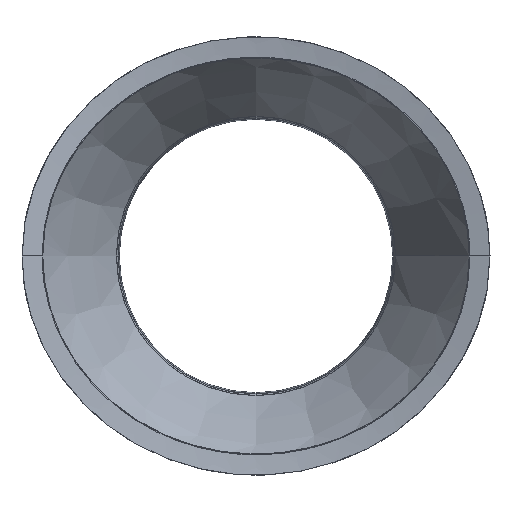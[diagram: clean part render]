
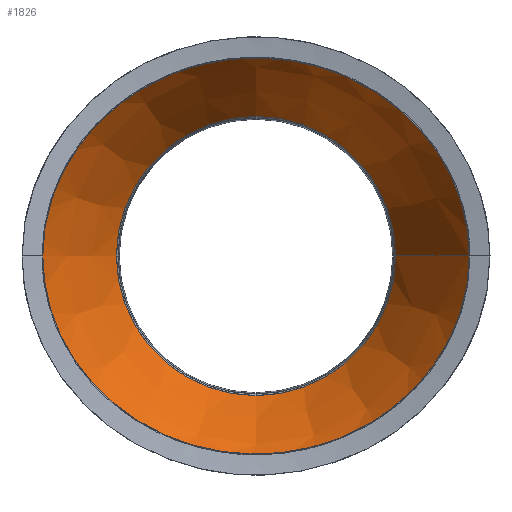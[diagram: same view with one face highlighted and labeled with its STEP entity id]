
A CAD part, front view. The second image highlights one B-rep face of the part: STEP entity #1826.
In plain terms, the highlighted conical face has half-angle 30 degrees and reference radius 98.609 mm.
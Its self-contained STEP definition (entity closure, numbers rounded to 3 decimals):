
#122=CARTESIAN_POINT('',(150.609,606.093,0.0));
#123=VERTEX_POINT('',#122);
#303=CARTESIAN_POINT('',(-150.609,606.093,0.0));
#304=VERTEX_POINT('',#303);
#305=CARTESIAN_POINT('',(-150.609,606.093,0.));
#306=CARTESIAN_POINT('',(-150.609,606.093,-16.498));
#307=CARTESIAN_POINT('',(-147.444,606.91,-32.724));
#308=CARTESIAN_POINT('',(-135.356,609.746,-63.234));
#309=CARTESIAN_POINT('',(-126.591,611.714,-77.172));
#310=CARTESIAN_POINT('',(-103.144,616.176,-103.327));
#311=CARTESIAN_POINT('',(-87.933,618.656,-114.779));
#312=CARTESIAN_POINT('',(-52.7,622.728,-132.376));
#313=CARTESIAN_POINT('',(-32.655,624.181,-137.86));
#314=CARTESIAN_POINT('',(4.19,624.901,-140.637));
#315=CARTESIAN_POINT('',(20.563,624.564,-139.381));
#316=CARTESIAN_POINT('',(53.34,622.629,-131.735));
#317=CARTESIAN_POINT('',(69.461,620.965,-125.067));
#318=CARTESIAN_POINT('',(100.567,616.699,-105.545));
#319=CARTESIAN_POINT('',(114.938,614.038,-92.126));
#320=CARTESIAN_POINT('',(135.261,609.808,-63.226));
#321=CARTESIAN_POINT('',(142.136,608.17,-48.741));
#322=CARTESIAN_POINT('',(149.133,606.469,-22.435));
#323=CARTESIAN_POINT('',(150.609,606.093,-11.263));
#324=CARTESIAN_POINT('',(150.609,606.093,0.));
#325=B_SPLINE_CURVE_WITH_KNOTS('',3,(#305,#306,#307,#308,#309,#310,#311,#312,#313,#314,#315,#316,#317,#318,#319,#320,#321,#322,#323,#324),.UNSPECIFIED.,.F.,.U.,(4,2,2,2,2,2,2,2,2,4),(0.0,4.95,9.882,15.566,21.734,26.615,31.815,37.682,42.484,45.862),.UNSPECIFIED.);
#326=EDGE_CURVE('',#304,#123,#325,.T.);
#514=CARTESIAN_POINT('',(150.609,606.093,0.003));
#515=VERTEX_POINT('',#514);
#516=CARTESIAN_POINT('',(150.609,606.093,0.003));
#517=CARTESIAN_POINT('',(150.608,606.093,16.501));
#518=CARTESIAN_POINT('',(147.443,606.91,32.726));
#519=CARTESIAN_POINT('',(135.355,609.747,63.236));
#520=CARTESIAN_POINT('',(126.59,611.714,77.174));
#521=CARTESIAN_POINT('',(103.142,616.176,103.328));
#522=CARTESIAN_POINT('',(87.93,618.656,114.78));
#523=CARTESIAN_POINT('',(52.697,622.728,132.377));
#524=CARTESIAN_POINT('',(32.651,624.181,137.861));
#525=CARTESIAN_POINT('',(-4.194,624.901,140.637));
#526=CARTESIAN_POINT('',(-20.567,624.563,139.38));
#527=CARTESIAN_POINT('',(-53.345,622.629,131.734));
#528=CARTESIAN_POINT('',(-69.467,620.965,125.064));
#529=CARTESIAN_POINT('',(-100.572,616.698,105.54));
#530=CARTESIAN_POINT('',(-114.943,614.037,92.12));
#531=CARTESIAN_POINT('',(-135.264,609.807,63.221));
#532=CARTESIAN_POINT('',(-142.137,608.17,48.738));
#533=CARTESIAN_POINT('',(-149.133,606.468,22.434));
#534=CARTESIAN_POINT('',(-150.609,606.093,11.262));
#535=CARTESIAN_POINT('',(-150.609,606.093,0.));
#536=B_SPLINE_CURVE_WITH_KNOTS('',3,(#516,#517,#518,#519,#520,#521,#522,#523,#524,#525,#526,#527,#528,#529,#530,#531,#532,#533,#534,#535),.UNSPECIFIED.,.F.,.U.,(4,2,2,2,2,2,2,2,2,4),(0.,4.95,9.882,15.566,21.734,26.615,31.815,37.682,42.484,45.861),.UNSPECIFIED.);
#537=EDGE_CURVE('',#515,#304,#536,.T.);
#1771=CARTESIAN_POINT('',(98.609,696.159,0.002));
#1772=VERTEX_POINT('',#1771);
#1773=CARTESIAN_POINT('',(98.609,696.159,0.002));
#1774=DIRECTION('',(0.5,-0.866,0.));
#1775=VECTOR('',#1774,103.999);
#1776=LINE('',#1773,#1775);
#1777=EDGE_CURVE('',#1772,#515,#1776,.T.);
#1801=CARTESIAN_POINT('',(0.0,696.159,0.0));
#1802=DIRECTION('',(0.0,-1.0,0.0));
#1803=DIRECTION('',(1.,0.0,0.));
#1804=AXIS2_PLACEMENT_3D('',#1801,#1802,#1803);
#1805=CONICAL_SURFACE('',#1804,98.609,30.);
#1806=ORIENTED_EDGE('',*,*,#326,.T.);
#1807=CARTESIAN_POINT('',(98.609,696.159,0.0));
#1808=VERTEX_POINT('',#1807);
#1809=CARTESIAN_POINT('',(98.609,696.159,0.0));
#1810=DIRECTION('',(0.5,-0.866,0.0));
#1811=VECTOR('',#1810,103.999);
#1812=LINE('',#1809,#1811);
#1813=EDGE_CURVE('',#1808,#123,#1812,.T.);
#1814=ORIENTED_EDGE('',*,*,#1813,.F.);
#1815=CARTESIAN_POINT('',(0.0,696.159,0.0));
#1816=DIRECTION('',(0.0,1.0,0.0));
#1817=DIRECTION('',(1.0,0.0,0.0));
#1818=AXIS2_PLACEMENT_3D('',#1815,#1816,#1817);
#1819=CIRCLE('',#1818,98.609);
#1820=EDGE_CURVE('',#1808,#1772,#1819,.T.);
#1821=ORIENTED_EDGE('',*,*,#1820,.T.);
#1822=ORIENTED_EDGE('',*,*,#1777,.T.);
#1823=ORIENTED_EDGE('',*,*,#537,.T.);
#1824=EDGE_LOOP('',(#1806,#1814,#1821,#1822,#1823));
#1825=FACE_OUTER_BOUND('',#1824,.T.);
#1826=ADVANCED_FACE('',(#1825),#1805,.F.);
